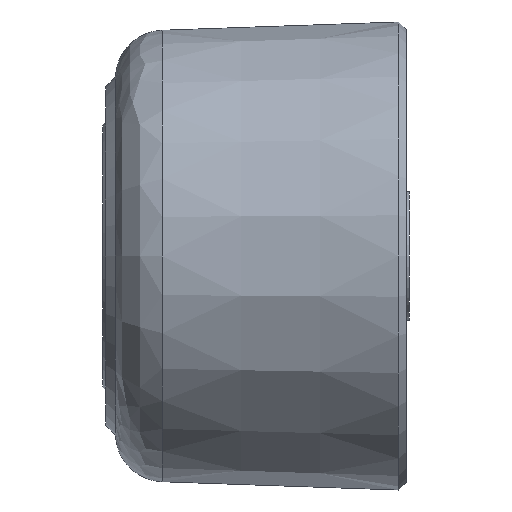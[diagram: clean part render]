
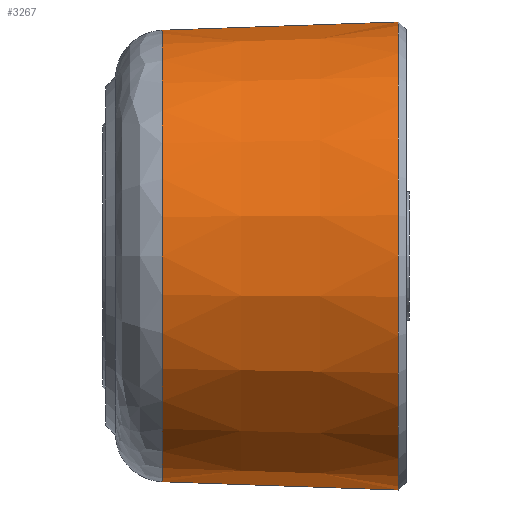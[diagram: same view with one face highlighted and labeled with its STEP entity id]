
A CAD part, left-side view. The second image highlights one B-rep face of the part: STEP entity #3267.
In plain terms, the highlighted conical face has half-angle 2 degrees and reference radius 14.483 mm.
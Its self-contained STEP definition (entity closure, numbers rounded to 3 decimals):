
#72 = VERTEX_POINT ( 'NONE', #2783 ) ;
#406 = EDGE_CURVE ( 'NONE', #1495, #72, #4292, .T. ) ;
#964 = CARTESIAN_POINT ( 'NONE',  ( 0., 0.483, -14.483 ) ) ;
#982 = DIRECTION ( 'NONE',  ( 0., -1., 0. ) ) ;
#1356 = CIRCLE ( 'NONE', #6120, 13.972 ) ;
#1423 = VERTEX_POINT ( 'NONE', #964 ) ;
#1468 = VECTOR ( 'NONE', #2495, 1000. ) ;
#1493 = CARTESIAN_POINT ( 'NONE',  ( 0., 15.107, 0. ) ) ;
#1495 = VERTEX_POINT ( 'NONE', #4969 ) ;
#1584 = ORIENTED_EDGE ( 'NONE', *, *, #406, .F. ) ;
#1688 = DIRECTION ( 'NONE',  ( 0., 1., 0. ) ) ;
#1915 = CONICAL_SURFACE ( 'NONE', #5162, 14.483, 0.035 ) ;
#2018 = CARTESIAN_POINT ( 'NONE',  ( 0., 0.483, 14.483 ) ) ;
#2044 = EDGE_CURVE ( 'NONE', #2485, #1423, #3182, .T. ) ;
#2134 = FACE_OUTER_BOUND ( 'NONE', #2161, .T. ) ;
#2161 = EDGE_LOOP ( 'NONE', ( #1584, #5566, #4655, #4747 ) ) ;
#2221 = VECTOR ( 'NONE', #3902, 1000. ) ;
#2485 = VERTEX_POINT ( 'NONE', #6470 ) ;
#2495 = DIRECTION ( 'NONE',  ( 0., -0.999, 0.035 ) ) ;
#2519 = EDGE_CURVE ( 'NONE', #1423, #72, #2692, .T. ) ;
#2692 = CIRCLE ( 'NONE', #5201, 14.483 ) ;
#2783 = CARTESIAN_POINT ( 'NONE',  ( 0., 0.483, 14.483 ) ) ;
#3182 = LINE ( 'NONE', #3381, #2221 ) ;
#3267 = ADVANCED_FACE ( 'NONE', ( #2134 ), #1915, .T. ) ;
#3381 = CARTESIAN_POINT ( 'NONE',  ( 0., 0.483, -14.483 ) ) ;
#3432 = DIRECTION ( 'NONE',  ( 0., 0., -1. ) ) ;
#3732 = CARTESIAN_POINT ( 'NONE',  ( 0., 0.483, 0. ) ) ;
#3902 = DIRECTION ( 'NONE',  ( 0., -0.999, -0.035 ) ) ;
#3990 = DIRECTION ( 'NONE',  ( 0., 0., -1. ) ) ;
#4292 = LINE ( 'NONE', #2018, #1468 ) ;
#4655 = ORIENTED_EDGE ( 'NONE', *, *, #2044, .T. ) ;
#4747 = ORIENTED_EDGE ( 'NONE', *, *, #2519, .T. ) ;
#4931 = EDGE_CURVE ( 'NONE', #1495, #2485, #1356, .T. ) ;
#4969 = CARTESIAN_POINT ( 'NONE',  ( 0., 15.107, 13.972 ) ) ;
#5162 = AXIS2_PLACEMENT_3D ( 'NONE', #6439, #982, #3432 ) ;
#5201 = AXIS2_PLACEMENT_3D ( 'NONE', #3732, #1688, #5733 ) ;
#5566 = ORIENTED_EDGE ( 'NONE', *, *, #4931, .T. ) ;
#5733 = DIRECTION ( 'NONE',  ( 0., 0., -1. ) ) ;
#6049 = DIRECTION ( 'NONE',  ( 0., -1., 0. ) ) ;
#6120 = AXIS2_PLACEMENT_3D ( 'NONE', #1493, #6049, #3990 ) ;
#6439 = CARTESIAN_POINT ( 'NONE',  ( 0., 0.483, 0. ) ) ;
#6470 = CARTESIAN_POINT ( 'NONE',  ( 0., 15.107, -13.972 ) ) ;
